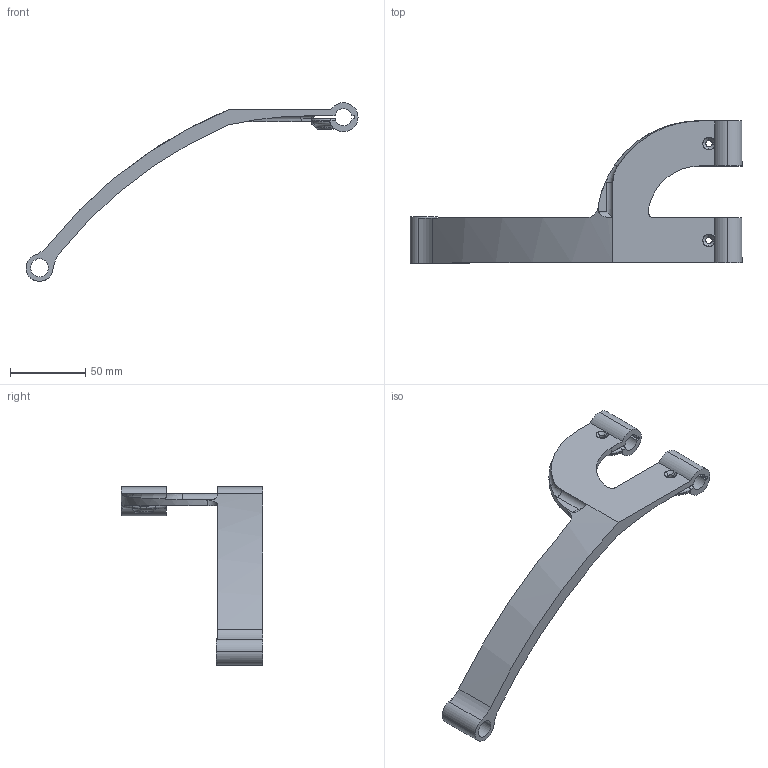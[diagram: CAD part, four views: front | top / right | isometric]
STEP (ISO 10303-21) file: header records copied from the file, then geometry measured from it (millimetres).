
FILE_DESCRIPTION (( 'STEP AP214' ), '1' );
FILE_NAME ('CAM rail mount.STEP', '2024-04-24T12:54:53', ( '' ), ( '' ), 'SwSTEP 2.0', 'SolidWorks 2024', '' );
FILE_SCHEMA (( 'AUTOMOTIVE_DESIGN' ));
Length unit declared in the file: millimetre
Products named in the file (1): CAM rail mount
Bounding box: 221.19 x 94.55 x 119.01 mm (x, y, z)
Volume: 88202.2 mm3; surface area: 34616.1 mm2
Topology: 1 solids, 1 shells, 131 faces, 352 edges, 219 vertices
Faces by surface type: cylinder 58, plane 30, torus 26, bspline 17
Entity records: 7571 total; most frequent: CARTESIAN_POINT 4354, ORIENTED_EDGE 696, DIRECTION 670, EDGE_CURVE 348, AXIS2_PLACEMENT_3D 279, VERTEX_POINT 219, CIRCLE 164, EDGE_LOOP 141
